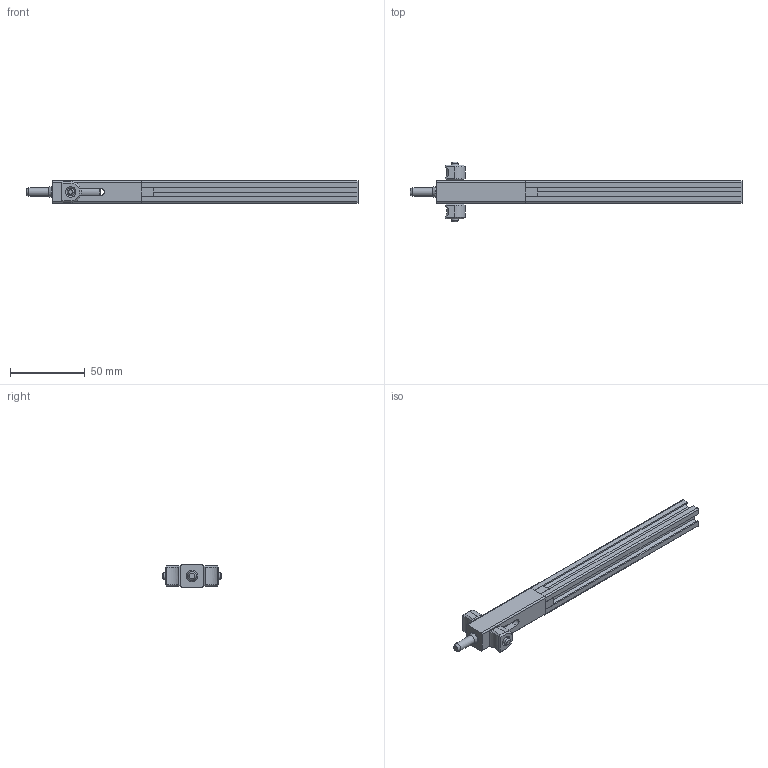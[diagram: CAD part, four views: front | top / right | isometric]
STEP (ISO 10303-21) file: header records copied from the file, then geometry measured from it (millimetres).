
FILE_DESCRIPTION(('FreeCAD Model'),'2;1');
FILE_NAME('Open CASCADE Shape Model','2024-04-08T15:43:44',(''),(''), 'Open CASCADE STEP processor 7.6','FreeCAD','Unknown');
FILE_SCHEMA(('AUTOMOTIVE_DESIGN { 1 0 10303 214 1 1 1 1 }'));
Length unit declared in the file: millimetre
Products named in the file (9): x-profile; lock; mech_part; handle004; cilinder; handle003; handle_plug; handle_plug001; profile meshed
Assembly tree (8 placements, depth 4):
  x-profile
    lock
      mech_part
      handle004
        cilinder
        handle003
        handle_plug
        handle_plug001
    profile meshed
Bounding box: 222.5 x 40 x 15 mm (x, y, z)
Volume: 28078.5 mm3; surface area: 28931.2 mm2
Topology: 9 solids, 9 shells, 204 faces, 511 edges, 326 vertices
Faces by surface type: plane 147, cylinder 29, cone 15, bspline 13
Full cylindrical faces by diameter (mm): 4 x1, 5 x4, 5.5 x1, 5.8 x1, 7.8 x1, 8 x1
Entity records: 7405 total; most frequent: CARTESIAN_POINT 2375, ORIENTED_EDGE 1022, DIRECTION 924, EDGE_CURVE 511, LINE 394, VECTOR 394, VERTEX_POINT 326, AXIS2_PLACEMENT_3D 265
